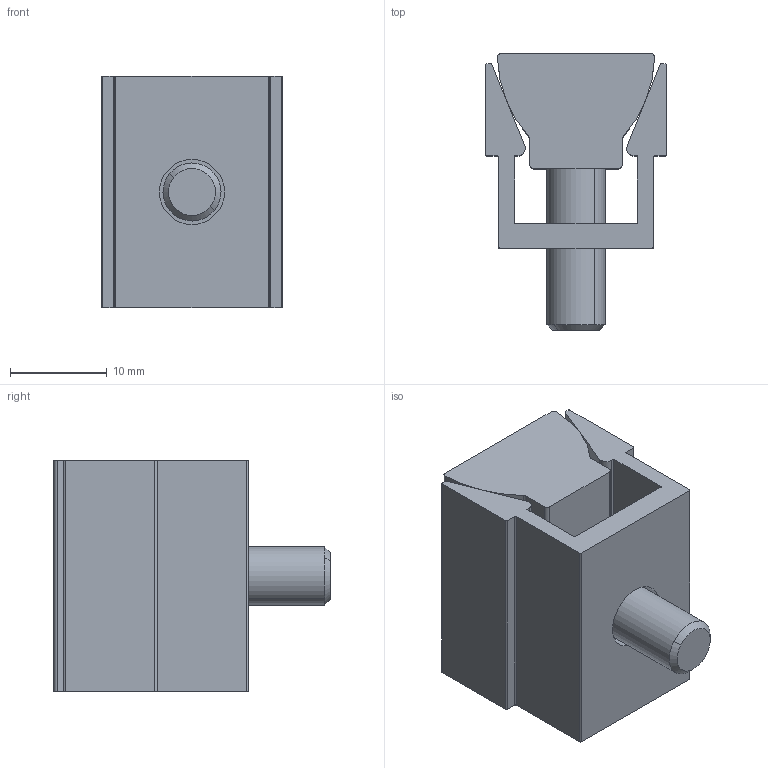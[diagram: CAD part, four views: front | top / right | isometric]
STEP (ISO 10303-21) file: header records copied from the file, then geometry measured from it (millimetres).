
FILE_DESCRIPTION (( 'STEP AP203' ), '1' );
FILE_NAME ('MiteeBite-80750.STEP', '2016-06-23T15:51:53', ( 'tkrafton' ), ( 'Microsoft' ), 'SwSTEP 2.0', 'SolidWorks 2016', '' );
FILE_SCHEMA (( 'CONFIG_CONTROL_DESIGN' ));
Length unit declared in the file: inch
Products named in the file (4): SW3dPS-80750_60320; SW3dPS-80750_60220; MiteeBite-80750; SW3dPS-80750_Socket Head Cap Screw_AI
Assembly tree (3 placements, depth 2):
  MiteeBite-80750
    SW3dPS-80750_Socket Head Cap Screw_AI
    SW3dPS-80750_60320
    SW3dPS-80750_60220
Bounding box: 18.67 x 28.57 x 23.88 mm (x, y, z)
Volume: 6507.9 mm3; surface area: 5291 mm2
Topology: 3 solids, 3 shells, 80 faces, 206 edges, 133 vertices
Faces by surface type: plane 40, cylinder 34, cone 6
Entity records: 2866 total; most frequent: DIRECTION 456, CARTESIAN_POINT 423, ORIENTED_EDGE 408, EDGE_CURVE 204, AXIS2_PLACEMENT_3D 166, VERTEX_POINT 133, VECTOR 124, LINE 124
